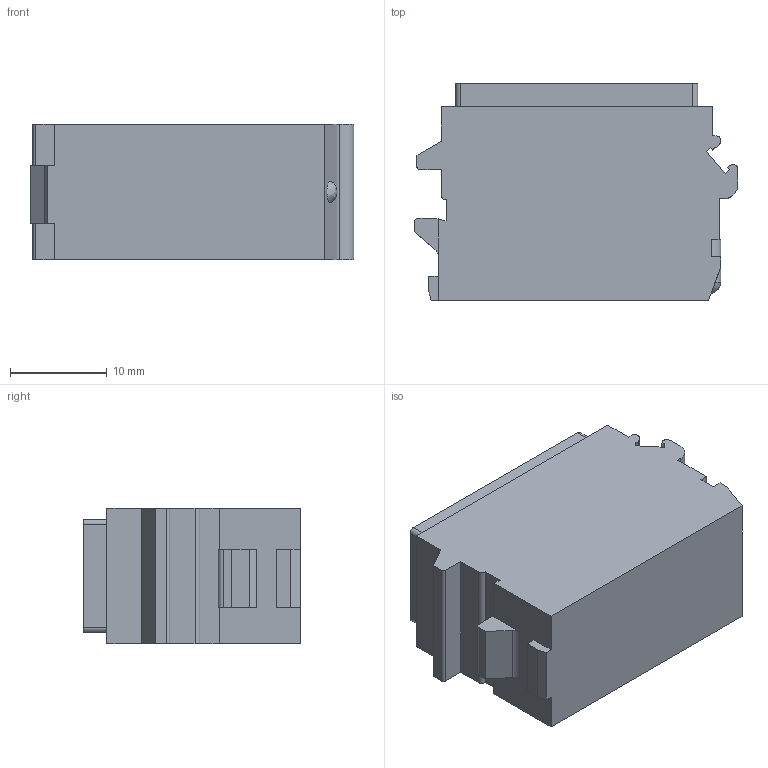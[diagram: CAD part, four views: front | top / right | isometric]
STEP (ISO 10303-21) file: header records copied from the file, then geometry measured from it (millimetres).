
FILE_DESCRIPTION((''),'2;1');
FILE_NAME('00176591802','2020-09-01T',('presta_be4'),(''),'CREO PARAMETRIC BY PTC INC, 2018360','CREO PARAMETRIC BY PTC INC, 2018360','');
FILE_SCHEMA(('CONFIG_CONTROL_DESIGN'));
Products named in the file (1): 00176591802
Bounding box: 33.45 x 22.42 x 14 mm (x, y, z)
Volume: 7650.6 mm3; surface area: 7662.4 mm2
Topology: 13 solids, 13 shells, 3171 faces, 8579 edges, 5482 vertices
Faces by surface type: plane 1873, cylinder 451, cone 432, torus 396, bspline 19
Entity records: 111094 total; most frequent: CARTESIAN_POINT 31727, ORIENTED_EDGE 17110, DIRECTION 16366, EDGE_CURVE 8555, AXIS2_PLACEMENT_3D 6198, VERTEX_POINT 5482, VECTOR 3970, LINE 3970
